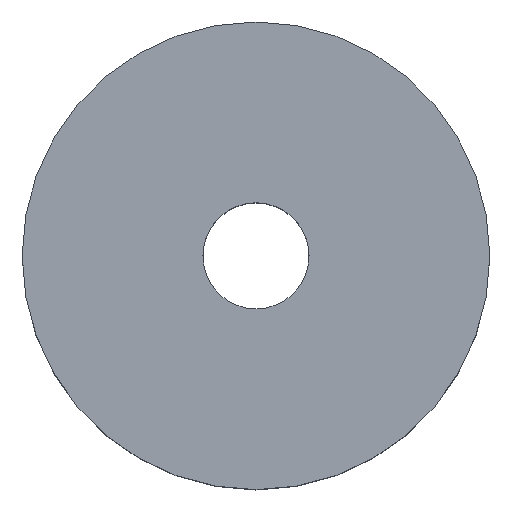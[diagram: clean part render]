
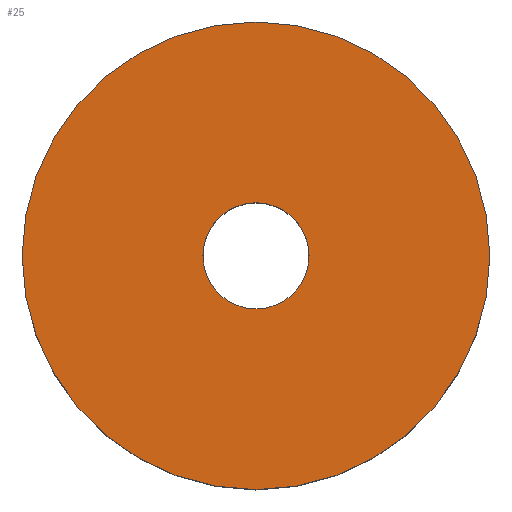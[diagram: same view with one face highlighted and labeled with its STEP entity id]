
A CAD part, top view. The second image highlights one B-rep face of the part: STEP entity #25.
In plain terms, the highlighted planar face has unit normal (0, 0, 1).
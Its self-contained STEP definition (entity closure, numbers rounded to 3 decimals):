
#1 = CIRCLE ( 'NONE', #9, 3.5 ) ;
#9 = AXIS2_PLACEMENT_3D ( 'NONE', #176, #83, #192 ) ;
#16 = DIRECTION ( 'NONE',  ( 0., 0., 1. ) ) ;
#22 = CARTESIAN_POINT ( 'NONE',  ( 3.5, 0., 2.8 ) ) ;
#25 = ADVANCED_FACE ( 'NONE', ( #29, #69 ), #68, .T. ) ;
#27 = CARTESIAN_POINT ( 'NONE',  ( 0., 0., 2.8 ) ) ;
#29 = FACE_OUTER_BOUND ( 'NONE', #71, .T. ) ;
#30 = VERTEX_POINT ( 'NONE', #39 ) ;
#32 = AXIS2_PLACEMENT_3D ( 'NONE', #93, #204, #109 ) ;
#35 = CIRCLE ( 'NONE', #32, 3.5 ) ;
#36 = VERTEX_POINT ( 'NONE', #123 ) ;
#39 = CARTESIAN_POINT ( 'NONE',  ( 0.794, 0., 2.8 ) ) ;
#41 = DIRECTION ( 'NONE',  ( 1., 0., 0. ) ) ;
#44 = ORIENTED_EDGE ( 'NONE', *, *, #184, .T. ) ;
#47 = AXIS2_PLACEMENT_3D ( 'NONE', #27, #161, #191 ) ;
#59 = ORIENTED_EDGE ( 'NONE', *, *, #144, .T. ) ;
#61 = CIRCLE ( 'NONE', #164, 0.794 ) ;
#68 = PLANE ( 'NONE',  #112 ) ;
#69 = FACE_BOUND ( 'NONE', #133, .T. ) ;
#71 = EDGE_LOOP ( 'NONE', ( #44, #59 ) ) ;
#81 = CARTESIAN_POINT ( 'NONE',  ( -3.5, 0., 2.8 ) ) ;
#83 = DIRECTION ( 'NONE',  ( 0., 0., 1. ) ) ;
#86 = CARTESIAN_POINT ( 'NONE',  ( 0., 0., 2.8 ) ) ;
#93 = CARTESIAN_POINT ( 'NONE',  ( 0., 0., 2.8 ) ) ;
#94 = VERTEX_POINT ( 'NONE', #22 ) ;
#103 = ORIENTED_EDGE ( 'NONE', *, *, #126, .F. ) ;
#109 = DIRECTION ( 'NONE',  ( 1., 0., 0. ) ) ;
#112 = AXIS2_PLACEMENT_3D ( 'NONE', #86, #140, #41 ) ;
#114 = CARTESIAN_POINT ( 'NONE',  ( 0., 0., 2.8 ) ) ;
#123 = CARTESIAN_POINT ( 'NONE',  ( -0.794, 0., 2.8 ) ) ;
#125 = VERTEX_POINT ( 'NONE', #81 ) ;
#126 = EDGE_CURVE ( 'NONE', #36, #30, #61, .T. ) ;
#133 = EDGE_LOOP ( 'NONE', ( #103, #154 ) ) ;
#134 = DIRECTION ( 'NONE',  ( 1., 0., 0. ) ) ;
#140 = DIRECTION ( 'NONE',  ( 0., 0., 1. ) ) ;
#144 = EDGE_CURVE ( 'NONE', #94, #125, #1, .T. ) ;
#154 = ORIENTED_EDGE ( 'NONE', *, *, #194, .F. ) ;
#161 = DIRECTION ( 'NONE',  ( 0., 0., 1. ) ) ;
#164 = AXIS2_PLACEMENT_3D ( 'NONE', #114, #16, #134 ) ;
#176 = CARTESIAN_POINT ( 'NONE',  ( 0., 0., 2.8 ) ) ;
#184 = EDGE_CURVE ( 'NONE', #125, #94, #35, .T. ) ;
#191 = DIRECTION ( 'NONE',  ( 1., 0., 0. ) ) ;
#192 = DIRECTION ( 'NONE',  ( 1., 0., 0. ) ) ;
#194 = EDGE_CURVE ( 'NONE', #30, #36, #199, .T. ) ;
#199 = CIRCLE ( 'NONE', #47, 0.794 ) ;
#204 = DIRECTION ( 'NONE',  ( 0., 0., 1. ) ) ;
